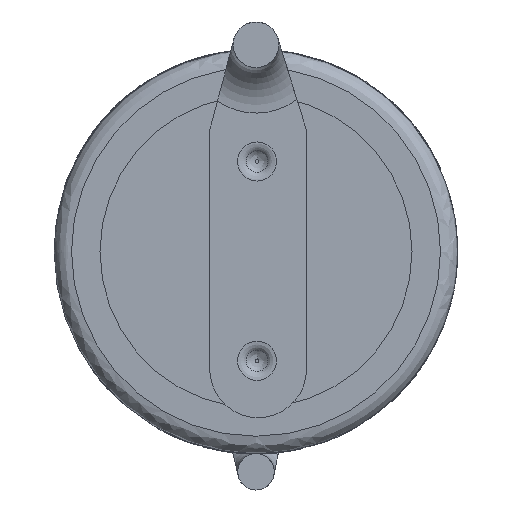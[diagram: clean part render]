
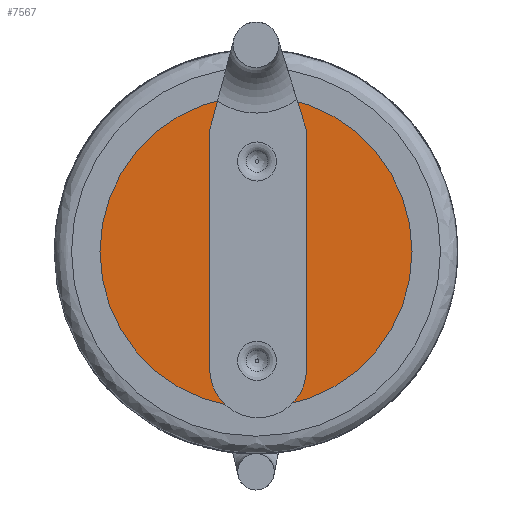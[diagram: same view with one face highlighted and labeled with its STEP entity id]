
A CAD part, front view. The second image highlights one B-rep face of the part: STEP entity #7567.
In plain terms, the highlighted planar face has unit normal (0, -1, 0).
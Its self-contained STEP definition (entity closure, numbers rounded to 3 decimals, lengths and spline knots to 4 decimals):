
#1500=PLANE('',#8018);
#1834=FACE_OUTER_BOUND('',#2277,.T.);
#2277=EDGE_LOOP('',(#4923));
#2762=CIRCLE('',#8017,3.24);
#3008=VERTEX_POINT('',#10049);
#3761=EDGE_CURVE('',#3008,#3008,#2762,.T.);
#4923=ORIENTED_EDGE('',*,*,#3761,.T.);
#7567=ADVANCED_FACE('',(#1834),#1500,.T.);
#8017=AXIS2_PLACEMENT_3D('',#10050,#8582,#8583);
#8018=AXIS2_PLACEMENT_3D('',#10051,#8584,#8585);
#8582=DIRECTION('center_axis',(0.,-1.,0.));
#8583=DIRECTION('ref_axis',(1.,0.,0.));
#8584=DIRECTION('center_axis',(0.,-1.,0.));
#8585=DIRECTION('ref_axis',(0.,0.,-1.));
#10049=CARTESIAN_POINT('',(3.24,-2.12,0.));
#10050=CARTESIAN_POINT('Origin',(0.,-2.12,0.));
#10051=CARTESIAN_POINT('Origin',(1.62,-2.12,0.));
